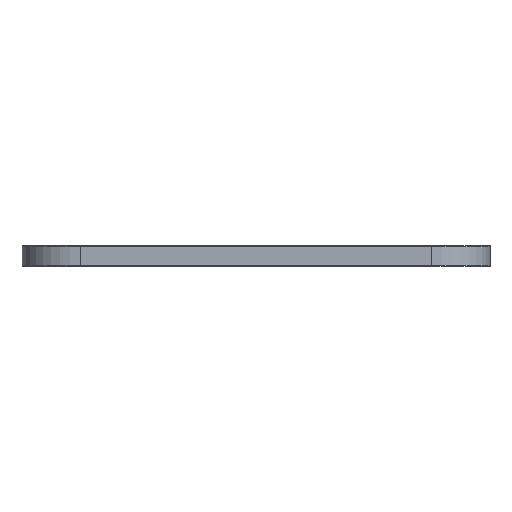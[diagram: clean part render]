
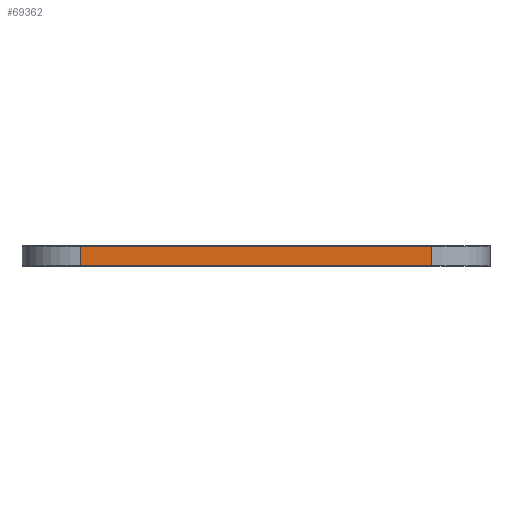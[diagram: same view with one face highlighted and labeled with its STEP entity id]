
A CAD part, left-side view. The second image highlights one B-rep face of the part: STEP entity #69362.
In plain terms, the highlighted planar face has unit normal (-1, 0, 0).
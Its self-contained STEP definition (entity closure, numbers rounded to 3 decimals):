
#68399 = VERTEX_POINT('',#68400);
#68400 = CARTESIAN_POINT('',(-35.75,21.,0.));
#68407 = EDGE_CURVE('',#68408,#68399,#68410,.T.);
#68408 = VERTEX_POINT('',#68409);
#68409 = CARTESIAN_POINT('',(-35.75,3.,0.));
#68410 = LINE('',#68411,#68412);
#68411 = CARTESIAN_POINT('',(-35.75,3.,0.));
#68412 = VECTOR('',#68413,1.);
#68413 = DIRECTION('',(0.,1.,0.));
#68854 = VERTEX_POINT('',#68855);
#68855 = CARTESIAN_POINT('',(-35.75,21.,1.));
#68862 = EDGE_CURVE('',#68863,#68854,#68865,.T.);
#68863 = VERTEX_POINT('',#68864);
#68864 = CARTESIAN_POINT('',(-35.75,3.,1.));
#68865 = LINE('',#68866,#68867);
#68866 = CARTESIAN_POINT('',(-35.75,3.,1.));
#68867 = VECTOR('',#68868,1.);
#68868 = DIRECTION('',(0.,1.,0.));
#69332 = EDGE_CURVE('',#68399,#68854,#69333,.T.);
#69333 = LINE('',#69334,#69335);
#69334 = CARTESIAN_POINT('',(-35.75,21.,0.));
#69335 = VECTOR('',#69336,1.);
#69336 = DIRECTION('',(0.,0.,1.));
#69362 = ADVANCED_FACE('',(#69363),#69374,.T.);
#69363 = FACE_BOUND('',#69364,.T.);
#69364 = EDGE_LOOP('',(#69365,#69371,#69372,#69373));
#69365 = ORIENTED_EDGE('',*,*,#69366,.T.);
#69366 = EDGE_CURVE('',#68408,#68863,#69367,.T.);
#69367 = LINE('',#69368,#69369);
#69368 = CARTESIAN_POINT('',(-35.75,3.,0.));
#69369 = VECTOR('',#69370,1.);
#69370 = DIRECTION('',(0.,0.,1.));
#69371 = ORIENTED_EDGE('',*,*,#68862,.T.);
#69372 = ORIENTED_EDGE('',*,*,#69332,.F.);
#69373 = ORIENTED_EDGE('',*,*,#68407,.F.);
#69374 = PLANE('',#69375);
#69375 = AXIS2_PLACEMENT_3D('',#69376,#69377,#69378);
#69376 = CARTESIAN_POINT('',(-35.75,3.,0.));
#69377 = DIRECTION('',(-1.,0.,0.));
#69378 = DIRECTION('',(0.,1.,0.));
